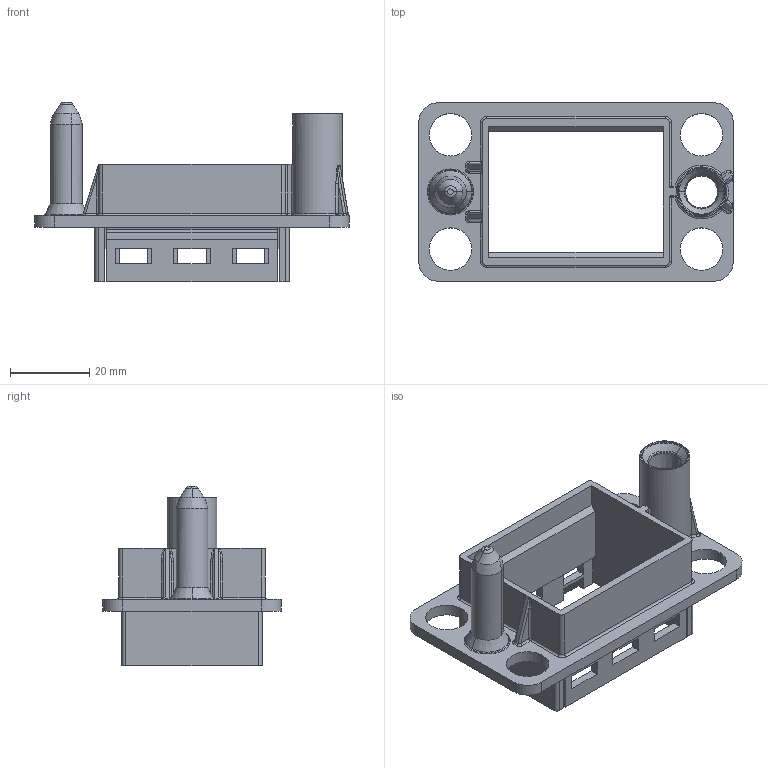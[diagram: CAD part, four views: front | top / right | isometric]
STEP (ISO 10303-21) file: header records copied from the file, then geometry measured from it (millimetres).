
FILE_DESCRIPTION((''),'2;1');
FILE_NAME('HF10B_P-MADK_1_1_1','2023-02-22T',('sy.ji'),(''),'PRO/ENGINEER BY PARAMETRIC TECHNOLOGY CORPORATION, 2012480','PRO/ENGINEER BY PARAMETRIC TECHNOLOGY CORPORATION, 2012480','');
FILE_SCHEMA(('CONFIG_CONTROL_DESIGN'));
Length unit declared in the file: millimetre
Products named in the file (1): HF10B_P-MADK_1_1_1
Bounding box: 79.3 x 45 x 45.2 mm (x, y, z)
Volume: 17695.2 mm3; surface area: 16031 mm2
Topology: 1 solids, 1 shells, 239 faces, 650 edges, 394 vertices
Faces by surface type: plane 101, cylinder 69, bspline 30, torus 19, sphere 12, cone 8
Entity records: 11032 total; most frequent: CARTESIAN_POINT 3173, ORIENTED_EDGE 1272, DIRECTION 1179, PRESENTATION_STYLE_ASSIGNMENT 637, STYLED_ITEM 637, CURVE_STYLE 636, EDGE_CURVE 636, AXIS2_PLACEMENT_3D 401
